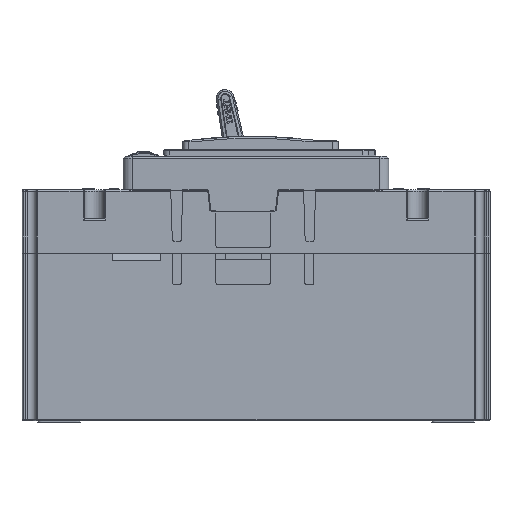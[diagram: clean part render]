
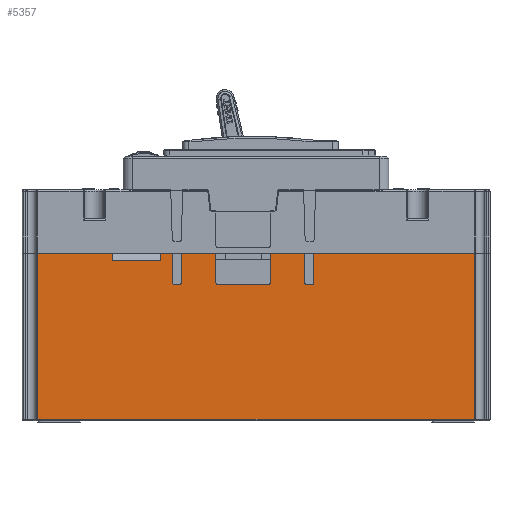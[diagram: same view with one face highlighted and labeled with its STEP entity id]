
A CAD part, left-side view. The second image highlights one B-rep face of the part: STEP entity #5357.
In plain terms, the highlighted planar face has unit normal (-1, 0, 0).
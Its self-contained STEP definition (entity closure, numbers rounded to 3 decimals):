
#2169=CIRCLE('',#73743,0.5);
#2170=CIRCLE('',#73744,0.5);
#2171=CIRCLE('',#73745,0.5);
#2172=CIRCLE('',#73746,0.5);
#2173=CIRCLE('',#73747,0.5);
#2174=CIRCLE('',#73748,0.5);
#5357=ADVANCED_FACE('',(#11722),#9100,.T.);
#9100=PLANE('',#73749);
#11722=FACE_OUTER_BOUND('',#15665,.T.);
#15665=EDGE_LOOP('',(#24475,#24476,#24477,#24478,#24479,#24480,#24481,#24482,
#24483,#24484,#24485,#24486,#24487,#24488,#24489,#24490,#24491,#24492,#24493,
#24494,#24495,#24496,#24497,#24498,#24499,#24500));
#24475=ORIENTED_EDGE('',*,*,#50312,.T.);
#24476=ORIENTED_EDGE('',*,*,#50313,.T.);
#24477=ORIENTED_EDGE('',*,*,#50314,.T.);
#24478=ORIENTED_EDGE('',*,*,#49681,.F.);
#24479=ORIENTED_EDGE('',*,*,#50315,.T.);
#24480=ORIENTED_EDGE('',*,*,#50316,.T.);
#24481=ORIENTED_EDGE('',*,*,#50317,.T.);
#24482=ORIENTED_EDGE('',*,*,#50318,.T.);
#24483=ORIENTED_EDGE('',*,*,#50319,.F.);
#24484=ORIENTED_EDGE('',*,*,#49677,.F.);
#24485=ORIENTED_EDGE('',*,*,#50320,.T.);
#24486=ORIENTED_EDGE('',*,*,#50321,.T.);
#24487=ORIENTED_EDGE('',*,*,#50322,.T.);
#24488=ORIENTED_EDGE('',*,*,#50323,.T.);
#24489=ORIENTED_EDGE('',*,*,#50324,.F.);
#24490=ORIENTED_EDGE('',*,*,#50281,.F.);
#24491=ORIENTED_EDGE('',*,*,#50325,.T.);
#24492=ORIENTED_EDGE('',*,*,#50326,.T.);
#24493=ORIENTED_EDGE('',*,*,#50327,.T.);
#24494=ORIENTED_EDGE('',*,*,#50328,.T.);
#24495=ORIENTED_EDGE('',*,*,#50329,.F.);
#24496=ORIENTED_EDGE('',*,*,#50277,.F.);
#24497=ORIENTED_EDGE('',*,*,#50330,.F.);
#24498=ORIENTED_EDGE('',*,*,#50331,.T.);
#24499=ORIENTED_EDGE('',*,*,#50332,.T.);
#24500=ORIENTED_EDGE('',*,*,#50273,.F.);
#42401=VERTEX_POINT('',#109223);
#42402=VERTEX_POINT('',#109225);
#42405=VERTEX_POINT('',#109231);
#42406=VERTEX_POINT('',#109233);
#42930=VERTEX_POINT('',#110588);
#42931=VERTEX_POINT('',#110590);
#42934=VERTEX_POINT('',#110596);
#42935=VERTEX_POINT('',#110598);
#42938=VERTEX_POINT('',#110604);
#42939=VERTEX_POINT('',#110606);
#42964=VERTEX_POINT('',#110668);
#42965=VERTEX_POINT('',#110670);
#42966=VERTEX_POINT('',#110673);
#42967=VERTEX_POINT('',#110675);
#42968=VERTEX_POINT('',#110677);
#42969=VERTEX_POINT('',#110679);
#42970=VERTEX_POINT('',#110682);
#42971=VERTEX_POINT('',#110684);
#42972=VERTEX_POINT('',#110686);
#42973=VERTEX_POINT('',#110688);
#42974=VERTEX_POINT('',#110691);
#42975=VERTEX_POINT('',#110693);
#42976=VERTEX_POINT('',#110695);
#42977=VERTEX_POINT('',#110697);
#42978=VERTEX_POINT('',#110700);
#42979=VERTEX_POINT('',#110702);
#49677=EDGE_CURVE('',#42401,#42402,#59433,.T.);
#49681=EDGE_CURVE('',#42405,#42406,#59437,.T.);
#50273=EDGE_CURVE('',#42930,#42931,#59807,.T.);
#50277=EDGE_CURVE('',#42934,#42935,#59811,.T.);
#50281=EDGE_CURVE('',#42938,#42939,#59815,.T.);
#50312=EDGE_CURVE('',#42930,#42964,#59844,.T.);
#50313=EDGE_CURVE('',#42964,#42965,#59845,.T.);
#50314=EDGE_CURVE('',#42965,#42406,#59846,.T.);
#50315=EDGE_CURVE('',#42405,#42966,#59847,.T.);
#50316=EDGE_CURVE('',#42966,#42967,#2169,.T.);
#50317=EDGE_CURVE('',#42967,#42968,#59848,.T.);
#50318=EDGE_CURVE('',#42968,#42969,#2170,.T.);
#50319=EDGE_CURVE('',#42402,#42969,#59849,.T.);
#50320=EDGE_CURVE('',#42401,#42970,#59850,.T.);
#50321=EDGE_CURVE('',#42970,#42971,#2171,.T.);
#50322=EDGE_CURVE('',#42971,#42972,#59851,.T.);
#50323=EDGE_CURVE('',#42972,#42973,#2172,.T.);
#50324=EDGE_CURVE('',#42939,#42973,#59852,.T.);
#50325=EDGE_CURVE('',#42938,#42974,#59853,.T.);
#50326=EDGE_CURVE('',#42974,#42975,#2173,.T.);
#50327=EDGE_CURVE('',#42975,#42976,#59854,.T.);
#50328=EDGE_CURVE('',#42976,#42977,#2174,.T.);
#50329=EDGE_CURVE('',#42935,#42977,#59855,.T.);
#50330=EDGE_CURVE('',#42978,#42934,#59856,.T.);
#50331=EDGE_CURVE('',#42978,#42979,#59857,.T.);
#50332=EDGE_CURVE('',#42979,#42931,#59858,.T.);
#59433=LINE('',#109224,#66612);
#59437=LINE('',#109232,#66616);
#59807=LINE('',#110589,#66986);
#59811=LINE('',#110597,#66990);
#59815=LINE('',#110605,#66994);
#59844=LINE('',#110667,#67023);
#59845=LINE('',#110669,#67024);
#59846=LINE('',#110671,#67025);
#59847=LINE('',#110672,#67026);
#59848=LINE('',#110676,#67027);
#59849=LINE('',#110680,#67028);
#59850=LINE('',#110681,#67029);
#59851=LINE('',#110685,#67030);
#59852=LINE('',#110689,#67031);
#59853=LINE('',#110690,#67032);
#59854=LINE('',#110694,#67033);
#59855=LINE('',#110698,#67034);
#59856=LINE('',#110699,#67035);
#59857=LINE('',#110701,#67036);
#59858=LINE('',#110703,#67037);
#66612=VECTOR('',#81325,1.);
#66616=VECTOR('',#81329,1.);
#66986=VECTOR('',#82257,1.);
#66990=VECTOR('',#82261,1.);
#66994=VECTOR('',#82265,1.);
#67023=VECTOR('',#82310,1.);
#67024=VECTOR('',#82311,1.);
#67025=VECTOR('',#82312,1.);
#67026=VECTOR('',#82313,1.);
#67027=VECTOR('',#82316,1.);
#67028=VECTOR('',#82319,1.);
#67029=VECTOR('',#82320,1.);
#67030=VECTOR('',#82323,1.);
#67031=VECTOR('',#82326,1.);
#67032=VECTOR('',#82327,1.);
#67033=VECTOR('',#82330,1.);
#67034=VECTOR('',#82333,1.);
#67035=VECTOR('',#82334,1.);
#67036=VECTOR('',#82335,1.);
#67037=VECTOR('',#82336,1.);
#73743=AXIS2_PLACEMENT_3D('',#110674,#82314,#82315);
#73744=AXIS2_PLACEMENT_3D('',#110678,#82317,#82318);
#73745=AXIS2_PLACEMENT_3D('',#110683,#82321,#82322);
#73746=AXIS2_PLACEMENT_3D('',#110687,#82324,#82325);
#73747=AXIS2_PLACEMENT_3D('',#110692,#82328,#82329);
#73748=AXIS2_PLACEMENT_3D('',#110696,#82331,#82332);
#73749=AXIS2_PLACEMENT_3D('',#110704,#82337,#82338);
#81325=DIRECTION('',(0.,-1.,0.));
#81329=DIRECTION('',(0.,-1.,0.));
#82257=DIRECTION('',(0.,-1.,0.));
#82261=DIRECTION('',(0.,-1.,0.));
#82265=DIRECTION('',(0.,-1.,0.));
#82310=DIRECTION('',(0.,0.,-1.));
#82311=DIRECTION('',(0.,-1.,0.));
#82312=DIRECTION('',(0.,0.,1.));
#82313=DIRECTION('',(0.,0.,-1.));
#82314=DIRECTION('',(1.,0.,0.));
#82315=DIRECTION('',(0.,0.,1.));
#82316=DIRECTION('',(0.,1.,0.));
#82317=DIRECTION('',(1.,0.,0.));
#82318=DIRECTION('',(0.,0.,1.));
#82319=DIRECTION('',(0.,0.,-1.));
#82320=DIRECTION('',(0.,0.,-1.));
#82321=DIRECTION('',(1.,0.,0.));
#82322=DIRECTION('',(0.,0.,1.));
#82323=DIRECTION('',(0.,1.,0.));
#82324=DIRECTION('',(1.,0.,0.));
#82325=DIRECTION('',(0.,0.,1.));
#82326=DIRECTION('',(0.,0.,-1.));
#82327=DIRECTION('',(0.,0.,-1.));
#82328=DIRECTION('',(1.,0.,0.));
#82329=DIRECTION('',(0.,0.,1.));
#82330=DIRECTION('',(0.,1.,0.));
#82331=DIRECTION('',(1.,0.,0.));
#82332=DIRECTION('',(0.,0.,1.));
#82333=DIRECTION('',(0.,0.,-1.));
#82334=DIRECTION('',(0.,0.,1.));
#82335=DIRECTION('',(0.,1.,0.));
#82336=DIRECTION('',(0.,0.,1.));
#82337=DIRECTION('',(-1.,0.,0.));
#82338=DIRECTION('',(0.,-1.,0.));
#109223=CARTESIAN_POINT('',(149.,72.75,15.5));
#109224=CARTESIAN_POINT('',(149.,140.672,15.5));
#109225=CARTESIAN_POINT('',(149.,61.3,15.5));
#109231=CARTESIAN_POINT('',(149.,58.3,15.5));
#109232=CARTESIAN_POINT('',(149.,140.672,15.5));
#109233=CARTESIAN_POINT('',(149.,5.194,15.5));
#110588=CARTESIAN_POINT('',(149.,149.806,15.5));
#110589=CARTESIAN_POINT('',(149.,140.672,15.5));
#110590=CARTESIAN_POINT('',(149.,125.,15.5));
#110596=CARTESIAN_POINT('',(149.,109.,15.5));
#110597=CARTESIAN_POINT('',(149.,140.672,15.5));
#110598=CARTESIAN_POINT('',(149.,105.2,15.5));
#110604=CARTESIAN_POINT('',(149.,102.2,15.5));
#110605=CARTESIAN_POINT('',(149.,140.672,15.5));
#110606=CARTESIAN_POINT('',(149.,90.75,15.5));
#110667=CARTESIAN_POINT('',(149.,149.806,-40.));
#110668=CARTESIAN_POINT('',(149.,149.806,-39.5));
#110669=CARTESIAN_POINT('',(149.,155.,-39.5));
#110670=CARTESIAN_POINT('',(149.,5.194,-39.5));
#110671=CARTESIAN_POINT('',(149.,5.194,15.5));
#110672=CARTESIAN_POINT('',(149.,58.3,18.2));
#110673=CARTESIAN_POINT('',(149.,58.3,5.7));
#110674=CARTESIAN_POINT('',(149.,58.8,5.7));
#110675=CARTESIAN_POINT('',(149.,58.8,5.2));
#110676=CARTESIAN_POINT('',(149.,155.,5.2));
#110677=CARTESIAN_POINT('',(149.,60.8,5.2));
#110678=CARTESIAN_POINT('',(149.,60.8,5.7));
#110679=CARTESIAN_POINT('',(149.,61.3,5.7));
#110680=CARTESIAN_POINT('',(149.,61.3,18.2));
#110681=CARTESIAN_POINT('',(149.,72.75,18.2));
#110682=CARTESIAN_POINT('',(149.,72.75,5.7));
#110683=CARTESIAN_POINT('',(149.,73.25,5.7));
#110684=CARTESIAN_POINT('',(149.,73.25,5.2));
#110685=CARTESIAN_POINT('',(149.,77.5,5.2));
#110686=CARTESIAN_POINT('',(149.,90.25,5.2));
#110687=CARTESIAN_POINT('',(149.,90.25,5.7));
#110688=CARTESIAN_POINT('',(149.,90.75,5.7));
#110689=CARTESIAN_POINT('',(149.,90.75,18.2));
#110690=CARTESIAN_POINT('',(149.,102.2,18.2));
#110691=CARTESIAN_POINT('',(149.,102.2,5.7));
#110692=CARTESIAN_POINT('',(149.,102.7,5.7));
#110693=CARTESIAN_POINT('',(149.,102.7,5.2));
#110694=CARTESIAN_POINT('',(149.,77.5,5.2));
#110695=CARTESIAN_POINT('',(149.,104.7,5.2));
#110696=CARTESIAN_POINT('',(149.,104.7,5.7));
#110697=CARTESIAN_POINT('',(149.,105.2,5.7));
#110698=CARTESIAN_POINT('',(149.,105.2,18.2));
#110699=CARTESIAN_POINT('',(149.,109.,13.));
#110700=CARTESIAN_POINT('',(149.,109.,13.));
#110701=CARTESIAN_POINT('',(149.,109.,13.));
#110702=CARTESIAN_POINT('',(149.,125.,13.));
#110703=CARTESIAN_POINT('',(149.,125.,13.));
#110704=CARTESIAN_POINT('',(149.,155.,-44.));
